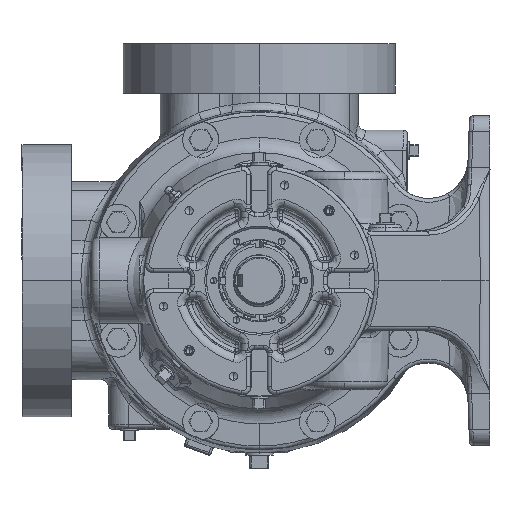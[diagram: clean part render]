
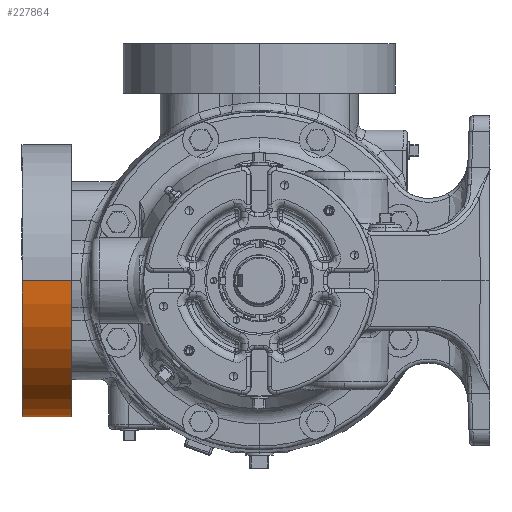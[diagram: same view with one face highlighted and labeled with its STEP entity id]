
A CAD part, left-side view. The second image highlights one B-rep face of the part: STEP entity #227864.
In plain terms, the highlighted cylindrical face has radius 104.775 mm (diameter 209.55 mm), a partial arc.
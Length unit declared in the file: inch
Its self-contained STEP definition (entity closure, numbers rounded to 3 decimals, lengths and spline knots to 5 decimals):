
#6090 = DIRECTION ( 'NONE',  ( 0., -1., 0. ) ) ;
#15110 = DIRECTION ( 'NONE',  ( 0., -1., 0. ) ) ;
#15276 = AXIS2_PLACEMENT_3D ( 'NONE', #137320, #123265, #184673 ) ;
#22978 = VECTOR ( 'NONE', #15110, 39.37008 ) ;
#23392 = AXIS2_PLACEMENT_3D ( 'NONE', #154116, #6090, #158234 ) ;
#26882 = FACE_OUTER_BOUND ( 'NONE', #155532, .T. ) ;
#38954 = VERTEX_POINT ( 'NONE', #87945 ) ;
#52011 = CARTESIAN_POINT ( 'NONE',  ( -0.78, 5.6875, 0. ) ) ;
#56600 = EDGE_CURVE ( 'NONE', #195532, #198009, #214830, .T. ) ;
#68853 = CYLINDRICAL_SURFACE ( 'NONE', #23392, 4.125 ) ;
#87945 = CARTESIAN_POINT ( 'NONE',  ( -0.78, 7.1875, 0. ) ) ;
#110561 = CARTESIAN_POINT ( 'NONE',  ( 7.47, 5.6875, 0. ) ) ;
#121277 = CARTESIAN_POINT ( 'NONE',  ( -0.78, 4.71826, 0. ) ) ;
#123112 = ORIENTED_EDGE ( 'NONE', *, *, #273119, .F. ) ;
#123265 = DIRECTION ( 'NONE',  ( 0., -1., 0. ) ) ;
#127151 = VECTOR ( 'NONE', #232930, 39.37008 ) ;
#135706 = CIRCLE ( 'NONE', #15276, 4.125 ) ;
#137320 = CARTESIAN_POINT ( 'NONE',  ( 3.345, 7.1875, 0. ) ) ;
#139868 = CARTESIAN_POINT ( 'NONE',  ( 3.345, 5.6875, 0. ) ) ;
#144228 = ORIENTED_EDGE ( 'NONE', *, *, #150577, .T. ) ;
#150577 = EDGE_CURVE ( 'NONE', #38954, #199453, #135706, .T. ) ;
#154116 = CARTESIAN_POINT ( 'NONE',  ( 3.345, 4.71826, 0. ) ) ;
#155532 = EDGE_LOOP ( 'NONE', ( #144228, #168615, #227350, #123112 ) ) ;
#158234 = DIRECTION ( 'NONE',  ( -1., 0., 0. ) ) ;
#160848 = DIRECTION ( 'NONE',  ( -1., 0., 0. ) ) ;
#168615 = ORIENTED_EDGE ( 'NONE', *, *, #173713, .T. ) ;
#173713 = EDGE_CURVE ( 'NONE', #199453, #198009, #210551, .T. ) ;
#180051 = CARTESIAN_POINT ( 'NONE',  ( 7.47, 7.1875, 0. ) ) ;
#184673 = DIRECTION ( 'NONE',  ( -1., 0., 0. ) ) ;
#186928 = CARTESIAN_POINT ( 'NONE',  ( 7.47, 4.71826, 0. ) ) ;
#195532 = VERTEX_POINT ( 'NONE', #52011 ) ;
#198009 = VERTEX_POINT ( 'NONE', #110561 ) ;
#199453 = VERTEX_POINT ( 'NONE', #180051 ) ;
#210551 = LINE ( 'NONE', #186928, #127151 ) ;
#214830 = CIRCLE ( 'NONE', #255160, 4.125 ) ;
#227350 = ORIENTED_EDGE ( 'NONE', *, *, #56600, .F. ) ;
#227864 = ADVANCED_FACE ( 'NONE', ( #26882 ), #68853, .T. ) ;
#230267 = DIRECTION ( 'NONE',  ( 0., -1., 0. ) ) ;
#232930 = DIRECTION ( 'NONE',  ( 0., -1., 0. ) ) ;
#255160 = AXIS2_PLACEMENT_3D ( 'NONE', #139868, #230267, #160848 ) ;
#273119 = EDGE_CURVE ( 'NONE', #38954, #195532, #275800, .T. ) ;
#275800 = LINE ( 'NONE', #121277, #22978 ) ;
